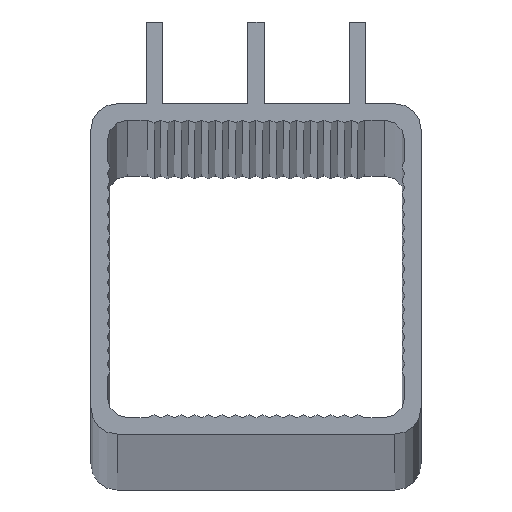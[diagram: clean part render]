
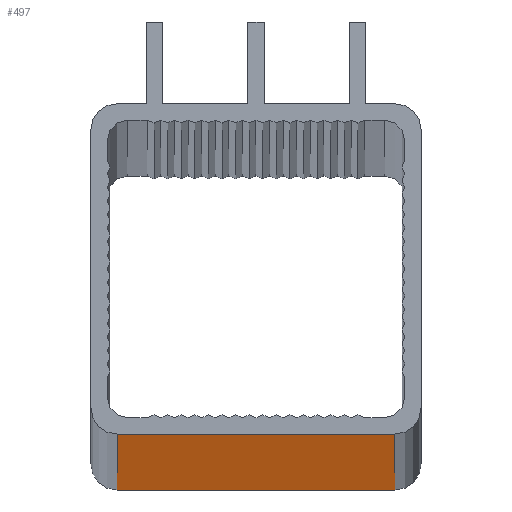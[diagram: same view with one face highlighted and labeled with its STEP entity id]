
A CAD part, top view. The second image highlights one B-rep face of the part: STEP entity #497.
In plain terms, the highlighted planar face has unit normal (0, -1, 0).
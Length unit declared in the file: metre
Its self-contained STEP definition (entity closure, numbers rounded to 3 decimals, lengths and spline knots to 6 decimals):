
#497=ADVANCED_FACE('',(#1197),#1198,.F.);
#1197=FACE_OUTER_BOUND('',#2248,.T.);
#1198=PLANE('',#2249);
#2248=EDGE_LOOP('',(#3599,#3600,#3601,#3602));
#2249=AXIS2_PLACEMENT_3D('',#3603,#3604,#3605);
#3599=ORIENTED_EDGE('',*,*,#5231,.T.);
#3600=ORIENTED_EDGE('',*,*,#5200,.F.);
#3601=ORIENTED_EDGE('',*,*,#5232,.F.);
#3602=ORIENTED_EDGE('',*,*,#5233,.T.);
#3603=CARTESIAN_POINT('',(0.342457,0.119379,0.0));
#3604=DIRECTION('',(0.0,1.0,0.0));
#3605=DIRECTION('',(0.0,0.0,1.0));
#5200=EDGE_CURVE('',#5940,#5935,#5942,.T.);
#5231=EDGE_CURVE('',#5995,#5935,#5996,.T.);
#5232=EDGE_CURVE('',#5997,#5940,#5998,.T.);
#5233=EDGE_CURVE('',#5997,#5995,#5999,.T.);
#5935=VERTEX_POINT('',#6999);
#5940=VERTEX_POINT('',#7005);
#5942=LINE('',#7007,#7008);
#5995=VERTEX_POINT('',#7084);
#5996=LINE('',#7085,#7086);
#5997=VERTEX_POINT('',#7087);
#5998=LINE('',#7088,#7089);
#5999=LINE('',#7090,#7091);
#6999=CARTESIAN_POINT('',(0.342457,0.119379,2.4892));
#7005=CARTESIAN_POINT('',(0.342457,0.119379,0.0));
#7007=CARTESIAN_POINT('',(0.342457,0.119379,0.0));
#7008=VECTOR('',#8209,1.0);
#7084=CARTESIAN_POINT('',(0.364047,0.119379,2.4892));
#7085=CARTESIAN_POINT('',(0.342457,0.119379,2.4892));
#7086=VECTOR('',#8233,1.0);
#7087=CARTESIAN_POINT('',(0.364047,0.119379,0.0));
#7088=CARTESIAN_POINT('',(0.342457,0.119379,0.0));
#7089=VECTOR('',#8234,1.0);
#7090=CARTESIAN_POINT('',(0.364047,0.119379,0.0));
#7091=VECTOR('',#8235,1.0);
#8209=DIRECTION('',(0.0,0.0,1.0));
#8233=DIRECTION('',(-1.0,0.0,0.0));
#8234=DIRECTION('',(-1.0,0.0,0.0));
#8235=DIRECTION('',(0.0,0.0,1.0));
